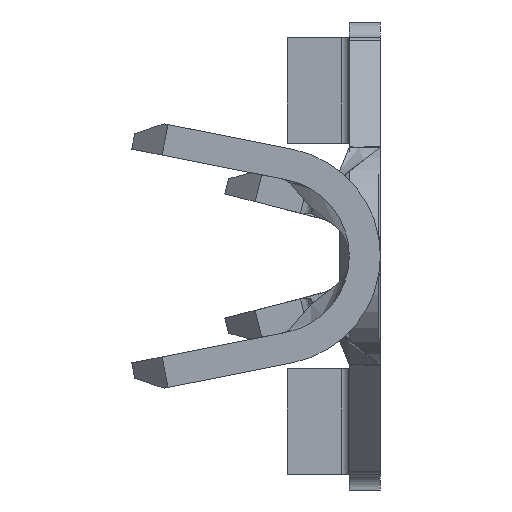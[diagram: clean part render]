
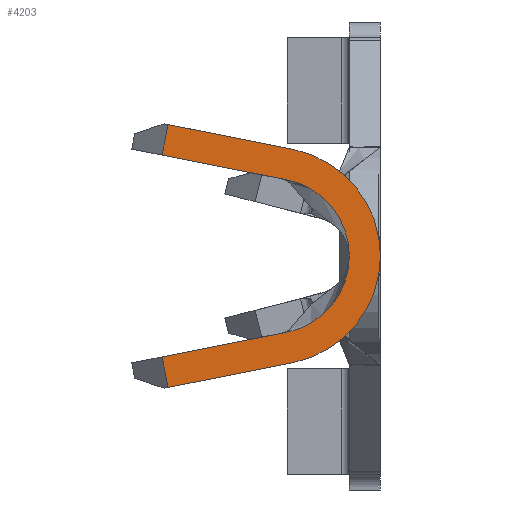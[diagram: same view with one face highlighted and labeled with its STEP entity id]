
A CAD part, left-side view. The second image highlights one B-rep face of the part: STEP entity #4203.
In plain terms, the highlighted planar face has unit normal (-1, 0, 0).
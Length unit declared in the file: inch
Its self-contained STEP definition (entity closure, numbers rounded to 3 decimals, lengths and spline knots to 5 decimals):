
#181 = AXIS2_PLACEMENT_3D ( 'NONE', #5371, #208, #2504 ) ;
#208 = DIRECTION ( 'NONE',  ( 1., 0., 0. ) ) ;
#223 = CARTESIAN_POINT ( 'NONE',  ( -0.467, 0.14038, -0.06486 ) ) ;
#340 = CARTESIAN_POINT ( 'NONE',  ( -0.467, 0.14038, 0.06486 ) ) ;
#467 = LINE ( 'NONE', #2767, #6431 ) ;
#598 = VERTEX_POINT ( 'NONE', #1946 ) ;
#643 = LINE ( 'NONE', #2945, #5122 ) ;
#1085 = VECTOR ( 'NONE', #4402, 39.37008 ) ;
#1162 = CARTESIAN_POINT ( 'NONE',  ( -0.467, 0.1365, -0.08448 ) ) ;
#1181 = EDGE_CURVE ( 'NONE', #598, #5155, #4272, .T. ) ;
#1345 = EDGE_LOOP ( 'NONE', ( #6973, #6921, #6604, #4400, #5682, #5733, #5829, #5359 ) ) ;
#1411 = DIRECTION ( 'NONE',  ( 0., -0.981, -0.194 ) ) ;
#1591 = DIRECTION ( 'NONE',  ( -1., 0., 0. ) ) ;
#1645 = EDGE_CURVE ( 'NONE', #2933, #5118, #643, .T. ) ;
#1818 = DIRECTION ( 'NONE',  ( 0., -0.981, 0.194 ) ) ;
#1866 = CARTESIAN_POINT ( 'NONE',  ( -0.467, 0.1365, 0.08448 ) ) ;
#1946 = CARTESIAN_POINT ( 'NONE',  ( -0.467, 0.14038, 0.06486 ) ) ;
#2099 = CARTESIAN_POINT ( 'NONE',  ( -0.467, 0.05644, 0.06867 ) ) ;
#2158 = DIRECTION ( 'NONE',  ( -1., 0., 0. ) ) ;
#2178 = VERTEX_POINT ( 'NONE', #5710 ) ;
#2504 = DIRECTION ( 'NONE',  ( 0., 0., 1. ) ) ;
#2640 = DIRECTION ( 'NONE',  ( 0., 0.194, -0.981 ) ) ;
#2696 = AXIS2_PLACEMENT_3D ( 'NONE', #7320, #2158, #4459 ) ;
#2726 = FACE_OUTER_BOUND ( 'NONE', #1345, .T. ) ;
#2728 = CARTESIAN_POINT ( 'NONE',  ( -0.467, 0.06032, -0.04905 ) ) ;
#2767 = CARTESIAN_POINT ( 'NONE',  ( -0.467, 0.06032, -0.04905 ) ) ;
#2798 = CIRCLE ( 'NONE', #6060, 0.07 ) ;
#2933 = VERTEX_POINT ( 'NONE', #223 ) ;
#2945 = CARTESIAN_POINT ( 'NONE',  ( -0.467, 0.13844, -0.07467 ) ) ;
#2964 = VECTOR ( 'NONE', #1411, 39.37008 ) ;
#3473 = VERTEX_POINT ( 'NONE', #2728 ) ;
#3629 = EDGE_CURVE ( 'NONE', #5155, #3473, #4391, .T. ) ;
#3876 = EDGE_CURVE ( 'NONE', #3473, #2933, #467, .T. ) ;
#3891 = DIRECTION ( 'NONE',  ( 0., 0., 1. ) ) ;
#3903 = VECTOR ( 'NONE', #1818, 39.37008 ) ;
#3947 = CARTESIAN_POINT ( 'NONE',  ( -0.467, 0.05644, 0.06867 ) ) ;
#4008 = EDGE_CURVE ( 'NONE', #5118, #2178, #4687, .T. ) ;
#4203 = ADVANCED_FACE ( 'NONE', ( #2726 ), #5028, .T. ) ;
#4272 = LINE ( 'NONE', #6572, #2964 ) ;
#4391 = CIRCLE ( 'NONE', #181, 0.05 ) ;
#4400 = ORIENTED_EDGE ( 'NONE', *, *, #3629, .T. ) ;
#4402 = DIRECTION ( 'NONE',  ( 0., 0.981, 0.194 ) ) ;
#4459 = DIRECTION ( 'NONE',  ( 0., 0., 1. ) ) ;
#4687 = LINE ( 'NONE', #6983, #3903 ) ;
#4965 = EDGE_CURVE ( 'NONE', #6823, #598, #5508, .T. ) ;
#5028 = PLANE ( 'NONE',  #2696 ) ;
#5067 = DIRECTION ( 'NONE',  ( 0., 0.981, -0.194 ) ) ;
#5118 = VERTEX_POINT ( 'NONE', #1162 ) ;
#5122 = VECTOR ( 'NONE', #5247, 39.37008 ) ;
#5155 = VERTEX_POINT ( 'NONE', #5334 ) ;
#5247 = DIRECTION ( 'NONE',  ( 0., -0.194, -0.981 ) ) ;
#5334 = CARTESIAN_POINT ( 'NONE',  ( -0.467, 0.06032, 0.04905 ) ) ;
#5359 = ORIENTED_EDGE ( 'NONE', *, *, #7343, .T. ) ;
#5371 = CARTESIAN_POINT ( 'NONE',  ( -0.467, 0.07, 0. ) ) ;
#5508 = LINE ( 'NONE', #340, #6300 ) ;
#5682 = ORIENTED_EDGE ( 'NONE', *, *, #3876, .T. ) ;
#5710 = CARTESIAN_POINT ( 'NONE',  ( -0.467, 0.05644, -0.06867 ) ) ;
#5733 = ORIENTED_EDGE ( 'NONE', *, *, #1645, .T. ) ;
#5829 = ORIENTED_EDGE ( 'NONE', *, *, #4008, .T. ) ;
#6060 = AXIS2_PLACEMENT_3D ( 'NONE', #6751, #1591, #3891 ) ;
#6140 = VERTEX_POINT ( 'NONE', #3947 ) ;
#6300 = VECTOR ( 'NONE', #2640, 39.37008 ) ;
#6359 = EDGE_CURVE ( 'NONE', #6140, #6823, #7254, .T. ) ;
#6431 = VECTOR ( 'NONE', #5067, 39.37008 ) ;
#6572 = CARTESIAN_POINT ( 'NONE',  ( -0.467, 0.06032, 0.04905 ) ) ;
#6604 = ORIENTED_EDGE ( 'NONE', *, *, #1181, .T. ) ;
#6751 = CARTESIAN_POINT ( 'NONE',  ( -0.467, 0.07, 0. ) ) ;
#6823 = VERTEX_POINT ( 'NONE', #1866 ) ;
#6921 = ORIENTED_EDGE ( 'NONE', *, *, #4965, .T. ) ;
#6973 = ORIENTED_EDGE ( 'NONE', *, *, #6359, .T. ) ;
#6983 = CARTESIAN_POINT ( 'NONE',  ( -0.467, 0.05644, -0.06867 ) ) ;
#7254 = LINE ( 'NONE', #2099, #1085 ) ;
#7320 = CARTESIAN_POINT ( 'NONE',  ( -0.467, 0.07, 0. ) ) ;
#7343 = EDGE_CURVE ( 'NONE', #2178, #6140, #2798, .T. ) ;
